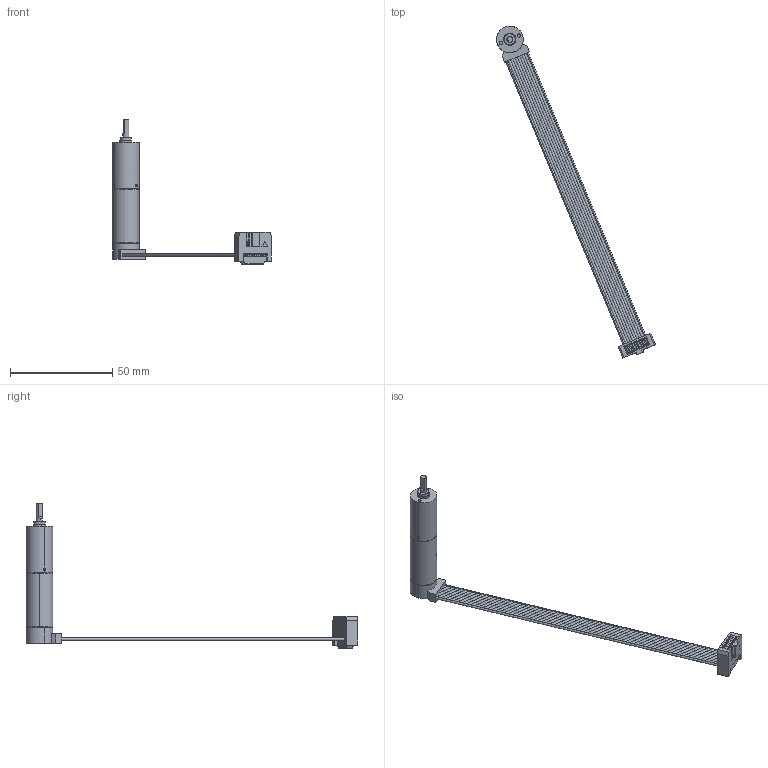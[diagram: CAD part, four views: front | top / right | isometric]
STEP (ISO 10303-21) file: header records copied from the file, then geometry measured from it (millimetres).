
FILE_DESCRIPTION (( 'STEP AP203' ), '1' );
FILE_NAME ('DCU13028+R13+PG13C-0066.STEP', '2020-06-29T03:08:26', ( 'Sky123.Org' ), ( 'Sky123.Org' ), 'SwSTEP 2.0', 'SolidWorks 2014', '' );
FILE_SCHEMA (( 'CONFIG_CONTROL_DESIGN' ));
Length unit declared in the file: millimetre
Products named in the file (1): DCU13028+R13+PG13C-0066
Bounding box: 77.57 x 161.95 x 70.67 mm (x, y, z)
Surface area: 10259.8 mm2 (no closed solid volume)
Topology: 0 solids, 15 shells, 223 faces, 659 edges, 446 vertices
Faces by surface type: plane 139, cylinder 66, cone 9, bspline 5, torus 4
Entity records: 7707 total; most frequent: CARTESIAN_POINT 1756, DIRECTION 1202, ORIENTED_EDGE 1103, EDGE_CURVE 658, LINE 476, VECTOR 476, VERTEX_POINT 446, AXIS2_PLACEMENT_3D 363
